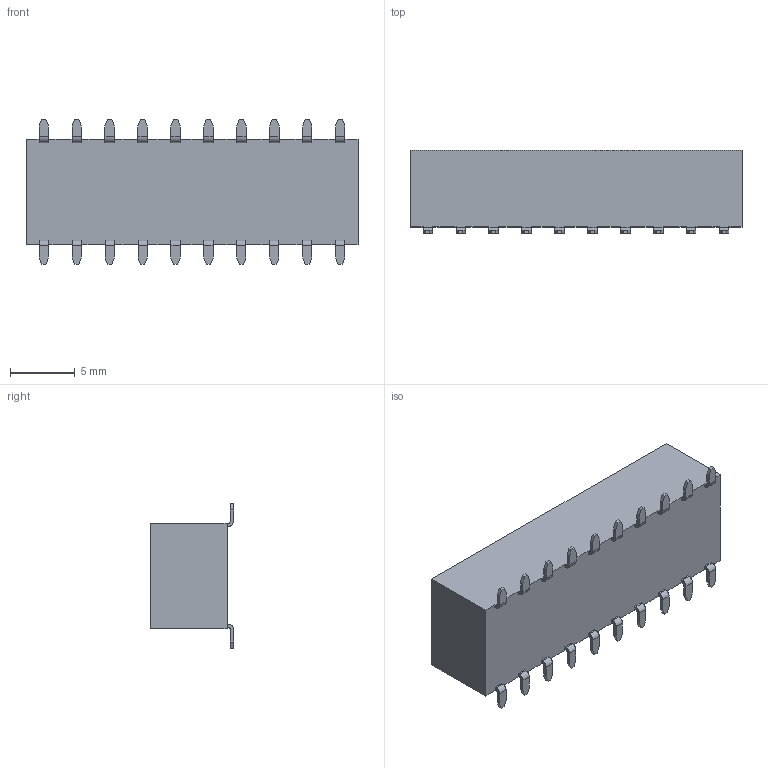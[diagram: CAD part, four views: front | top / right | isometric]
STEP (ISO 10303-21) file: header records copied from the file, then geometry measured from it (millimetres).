
FILE_DESCRIPTION( ('This file contains a STEP AP42 implementation' ,'as created by ZW3D STEP Interface translator.') ,'2;1' );
FILE_NAME( '2159-2XXMXXCUNX1.stp' ,'23 5 5. 93057', (''), ('ZWCAD Software Co.'), 'Version 1.0', 'ZW3D to STEP translator', '' );
FILE_SCHEMA(('AUTOMOTIVE_DESIGN { 1 0 10303 214 1 1 1 1 }'));
Length unit declared in the file: millimetre
Products named in the file (2): 0; 2159-220MXXCUNX1
Bounding box: 25.6 x 6.4 x 11.18 mm (x, y, z)
Volume: 1229.9 mm3; surface area: 881.8 mm2
Topology: 1 solids, 1 shells, 216 faces, 652 edges, 448 vertices
Faces by surface type: plane 176, cylinder 40
Entity records: 9725 total; most frequent: CARTESIAN_POINT 4677, ORIENTED_EDGE 1304, EDGE_CURVE 652, B_SPLINE_CURVE_WITH_KNOTS 552, DIRECTION 534, VERTEX_POINT 448, EDGE_LOOP 226, AXIS2_PLACEMENT_3D 217
